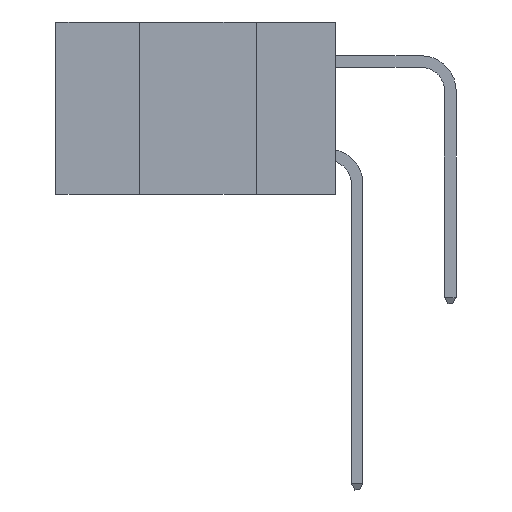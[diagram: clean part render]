
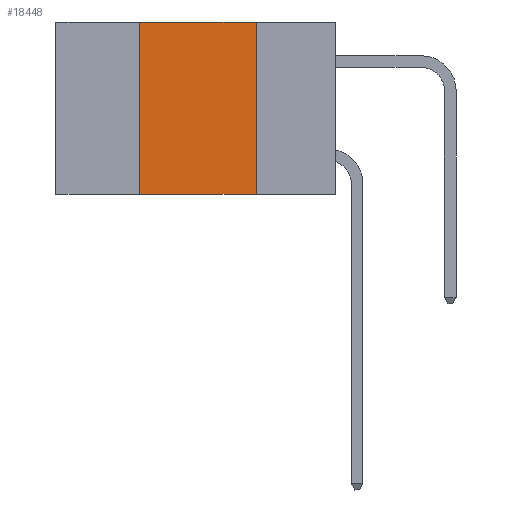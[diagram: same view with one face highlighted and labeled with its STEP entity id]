
A CAD part, left-side view. The second image highlights one B-rep face of the part: STEP entity #18448.
In plain terms, the highlighted planar face has unit normal (-1, 0, 0).
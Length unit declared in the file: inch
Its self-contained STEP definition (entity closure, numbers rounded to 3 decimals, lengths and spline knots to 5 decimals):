
#58 = ORIENTED_EDGE ( 'NONE', *, *, #19094, .F. ) ;
#281 = DIRECTION ( 'NONE',  ( 0., -1., 0. ) ) ;
#1271 = FACE_OUTER_BOUND ( 'NONE', #7718, .T. ) ;
#3250 = EDGE_CURVE ( 'NONE', #10898, #4875, #10319, .T. ) ;
#3934 = LINE ( 'NONE', #14321, #15623 ) ;
#4869 = CARTESIAN_POINT ( 'NONE',  ( 0., 0.17, 0. ) ) ;
#4875 = VERTEX_POINT ( 'NONE', #5410 ) ;
#5247 = LINE ( 'NONE', #4869, #7642 ) ;
#5343 = VERTEX_POINT ( 'NONE', #6977 ) ;
#5410 = CARTESIAN_POINT ( 'NONE',  ( 0., 0.17, 0. ) ) ;
#5712 = DIRECTION ( 'NONE',  ( 0., 0., -1. ) ) ;
#6235 = EDGE_CURVE ( 'NONE', #5343, #10898, #3934, .T. ) ;
#6977 = CARTESIAN_POINT ( 'NONE',  ( 0., 0.42, -0.37 ) ) ;
#7142 = VERTEX_POINT ( 'NONE', #17441 ) ;
#7354 = CARTESIAN_POINT ( 'NONE',  ( 0., 0.6, 0. ) ) ;
#7642 = VECTOR ( 'NONE', #11794, 39.37008 ) ;
#7718 = EDGE_LOOP ( 'NONE', ( #58, #11467, #10474, #11787 ) ) ;
#9365 = EDGE_CURVE ( 'NONE', #5343, #7142, #10600, .T. ) ;
#9920 = DIRECTION ( 'NONE',  ( 0., -1., 0. ) ) ;
#10319 = LINE ( 'NONE', #7354, #17780 ) ;
#10474 = ORIENTED_EDGE ( 'NONE', *, *, #6235, .F. ) ;
#10600 = LINE ( 'NONE', #12189, #14107 ) ;
#10898 = VERTEX_POINT ( 'NONE', #17811 ) ;
#11467 = ORIENTED_EDGE ( 'NONE', *, *, #3250, .F. ) ;
#11787 = ORIENTED_EDGE ( 'NONE', *, *, #9365, .T. ) ;
#11794 = DIRECTION ( 'NONE',  ( 0., 0., -1. ) ) ;
#12189 = CARTESIAN_POINT ( 'NONE',  ( 0., 0.6, -0.37 ) ) ;
#13244 = PLANE ( 'NONE',  #13319 ) ;
#13319 = AXIS2_PLACEMENT_3D ( 'NONE', #19282, #15030, #5712 ) ;
#14107 = VECTOR ( 'NONE', #281, 39.37008 ) ;
#14321 = CARTESIAN_POINT ( 'NONE',  ( 0., 0.42, 0. ) ) ;
#15030 = DIRECTION ( 'NONE',  ( 1., 0., 0. ) ) ;
#15623 = VECTOR ( 'NONE', #16004, 39.37008 ) ;
#16004 = DIRECTION ( 'NONE',  ( 0., 0., 1. ) ) ;
#17441 = CARTESIAN_POINT ( 'NONE',  ( 0., 0.17, -0.37 ) ) ;
#17780 = VECTOR ( 'NONE', #9920, 39.37008 ) ;
#17811 = CARTESIAN_POINT ( 'NONE',  ( 0., 0.42, 0. ) ) ;
#18448 = ADVANCED_FACE ( 'NONE', ( #1271 ), #13244, .F. ) ;
#19094 = EDGE_CURVE ( 'NONE', #4875, #7142, #5247, .T. ) ;
#19282 = CARTESIAN_POINT ( 'NONE',  ( 0., 0.6, 0. ) ) ;
